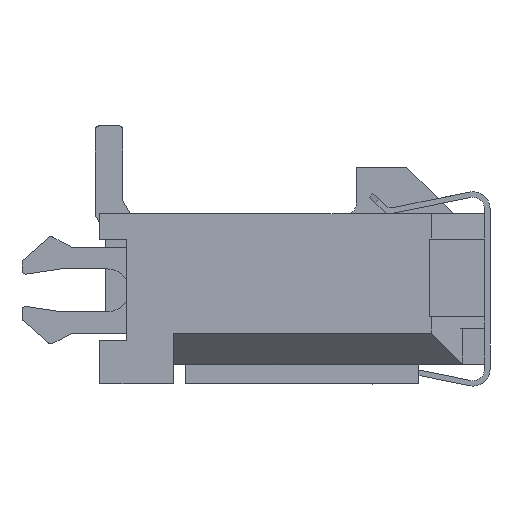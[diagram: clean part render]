
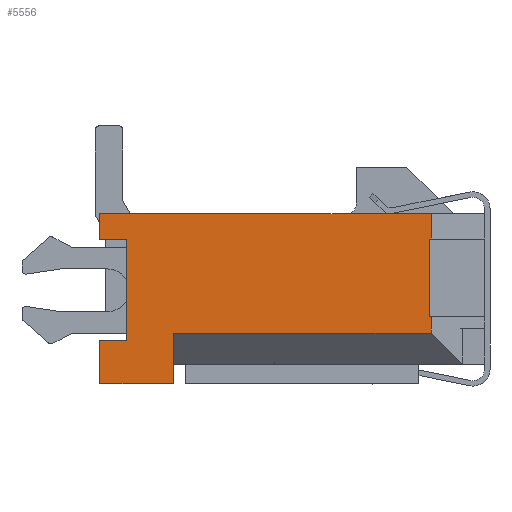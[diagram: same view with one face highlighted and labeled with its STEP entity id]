
A CAD part, left-side view. The second image highlights one B-rep face of the part: STEP entity #5556.
In plain terms, the highlighted planar face has unit normal (-1, 0, 0).
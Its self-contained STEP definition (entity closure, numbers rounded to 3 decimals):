
#608=ORIENTED_EDGE('',*,*,#2167,.T.);
#609=ORIENTED_EDGE('',*,*,#2168,.T.);
#610=ORIENTED_EDGE('',*,*,#2169,.F.);
#611=ORIENTED_EDGE('',*,*,#2170,.T.);
#612=ORIENTED_EDGE('',*,*,#2171,.F.);
#613=ORIENTED_EDGE('',*,*,#2172,.F.);
#614=ORIENTED_EDGE('',*,*,#2173,.F.);
#615=ORIENTED_EDGE('',*,*,#2174,.T.);
#616=ORIENTED_EDGE('',*,*,#2175,.F.);
#617=ORIENTED_EDGE('',*,*,#1935,.T.);
#618=ORIENTED_EDGE('',*,*,#2176,.T.);
#619=ORIENTED_EDGE('',*,*,#2177,.T.);
#620=ORIENTED_EDGE('',*,*,#2178,.T.);
#621=ORIENTED_EDGE('',*,*,#2179,.T.);
#1935=EDGE_CURVE('',#2750,#2749,#3290,.T.);
#2167=EDGE_CURVE('',#2918,#2919,#3522,.T.);
#2168=EDGE_CURVE('',#2919,#2920,#3523,.T.);
#2169=EDGE_CURVE('',#2921,#2920,#3524,.T.);
#2170=EDGE_CURVE('',#2921,#2922,#3525,.T.);
#2171=EDGE_CURVE('',#2923,#2922,#3526,.T.);
#2172=EDGE_CURVE('',#2924,#2923,#3527,.T.);
#2173=EDGE_CURVE('',#2925,#2924,#3528,.T.);
#2174=EDGE_CURVE('',#2925,#2926,#3529,.T.);
#2175=EDGE_CURVE('',#2750,#2926,#3530,.T.);
#2176=EDGE_CURVE('',#2749,#2927,#3531,.T.);
#2177=EDGE_CURVE('',#2927,#2928,#3532,.T.);
#2178=EDGE_CURVE('',#2928,#2929,#3533,.T.);
#2179=EDGE_CURVE('',#2929,#2918,#3534,.T.);
#2749=VERTEX_POINT('',#7947);
#2750=VERTEX_POINT('',#7949);
#2918=VERTEX_POINT('',#8394);
#2919=VERTEX_POINT('',#8395);
#2920=VERTEX_POINT('',#8397);
#2921=VERTEX_POINT('',#8399);
#2922=VERTEX_POINT('',#8401);
#2923=VERTEX_POINT('',#8403);
#2924=VERTEX_POINT('',#8405);
#2925=VERTEX_POINT('',#8407);
#2926=VERTEX_POINT('',#8409);
#2927=VERTEX_POINT('',#8412);
#2928=VERTEX_POINT('',#8414);
#2929=VERTEX_POINT('',#8416);
#3290=LINE('',#7948,#4027);
#3522=LINE('',#8393,#4259);
#3523=LINE('',#8396,#4260);
#3524=LINE('',#8398,#4261);
#3525=LINE('',#8400,#4262);
#3526=LINE('',#8402,#4263);
#3527=LINE('',#8404,#4264);
#3528=LINE('',#8406,#4265);
#3529=LINE('',#8408,#4266);
#3530=LINE('',#8410,#4267);
#3531=LINE('',#8411,#4268);
#3532=LINE('',#8413,#4269);
#3533=LINE('',#8415,#4270);
#3534=LINE('',#8417,#4271);
#4027=VECTOR('',#6360,1000.);
#4259=VECTOR('',#6682,1000.);
#4260=VECTOR('',#6683,1000.);
#4261=VECTOR('',#6684,1000.);
#4262=VECTOR('',#6685,1000.);
#4263=VECTOR('',#6686,1000.);
#4264=VECTOR('',#6687,1000.);
#4265=VECTOR('',#6688,1000.);
#4266=VECTOR('',#6689,1000.);
#4267=VECTOR('',#6690,1000.);
#4268=VECTOR('',#6691,1000.);
#4269=VECTOR('',#6692,1000.);
#4270=VECTOR('',#6693,1000.);
#4271=VECTOR('',#6694,1000.);
#4719=EDGE_LOOP('',(#608,#609,#610,#611,#612,#613,#614,#615,#616,#617,#618,
#619,#620,#621));
#5020=FACE_BOUND('',#4719,.T.);
#5310=PLANE('',#5893);
#5556=ADVANCED_FACE('',(#5020),#5310,.T.);
#5893=AXIS2_PLACEMENT_3D('',#8392,#6680,#6681);
#6360=DIRECTION('',(0.,1.,0.));
#6680=DIRECTION('',(-1.,0.,0.));
#6681=DIRECTION('',(0.,0.,1.));
#6682=DIRECTION('',(0.,0.,-1.));
#6683=DIRECTION('',(0.,-1.,0.));
#6684=DIRECTION('',(0.,0.,-1.));
#6685=DIRECTION('',(0.,-1.,0.));
#6686=DIRECTION('',(0.,0.,-1.));
#6687=DIRECTION('',(0.,-1.,0.));
#6688=DIRECTION('',(0.,0.,-1.));
#6689=DIRECTION('',(0.,-1.,0.));
#6690=DIRECTION('',(0.,0.,-1.));
#6691=DIRECTION('',(0.,0.,-1.));
#6692=DIRECTION('',(0.,-1.,0.));
#6693=DIRECTION('',(0.,0.,-1.));
#6694=DIRECTION('',(0.,1.,0.));
#7947=CARTESIAN_POINT('',(-7.825,4.95,2.185));
#7948=CARTESIAN_POINT('',(-7.825,-4.95,2.185));
#7949=CARTESIAN_POINT('',(-7.825,-3.575,2.185));
#8392=CARTESIAN_POINT('',(-7.825,0.,0.));
#8393=CARTESIAN_POINT('',(-7.825,4.95,2.185));
#8394=CARTESIAN_POINT('',(-7.825,4.95,-1.085));
#8395=CARTESIAN_POINT('',(-7.825,4.95,-2.185));
#8396=CARTESIAN_POINT('',(-7.825,4.95,-2.185));
#8397=CARTESIAN_POINT('',(-7.825,3.05,-2.185));
#8398=CARTESIAN_POINT('',(-7.825,3.05,-1.685));
#8399=CARTESIAN_POINT('',(-7.825,3.05,-0.885));
#8400=CARTESIAN_POINT('',(-7.825,0.,-0.885));
#8401=CARTESIAN_POINT('',(-7.825,-3.575,-0.885));
#8402=CARTESIAN_POINT('',(-7.825,-3.575,0.));
#8403=CARTESIAN_POINT('',(-7.825,-3.575,-0.465));
#8404=CARTESIAN_POINT('',(-7.825,-3.536,-0.465));
#8405=CARTESIAN_POINT('',(-7.825,-3.536,-0.465));
#8406=CARTESIAN_POINT('',(-7.825,-3.536,1.535));
#8407=CARTESIAN_POINT('',(-7.825,-3.536,1.535));
#8408=CARTESIAN_POINT('',(-7.825,-3.536,1.535));
#8409=CARTESIAN_POINT('',(-7.825,-3.575,1.535));
#8410=CARTESIAN_POINT('',(-7.825,-3.575,0.));
#8411=CARTESIAN_POINT('',(-7.825,4.95,2.185));
#8412=CARTESIAN_POINT('',(-7.825,4.95,1.515));
#8413=CARTESIAN_POINT('',(-7.825,0.,1.515));
#8414=CARTESIAN_POINT('',(-7.825,4.25,1.515));
#8415=CARTESIAN_POINT('',(-7.825,4.25,0.));
#8416=CARTESIAN_POINT('',(-7.825,4.25,-1.085));
#8417=CARTESIAN_POINT('',(-7.825,0.,-1.085));
